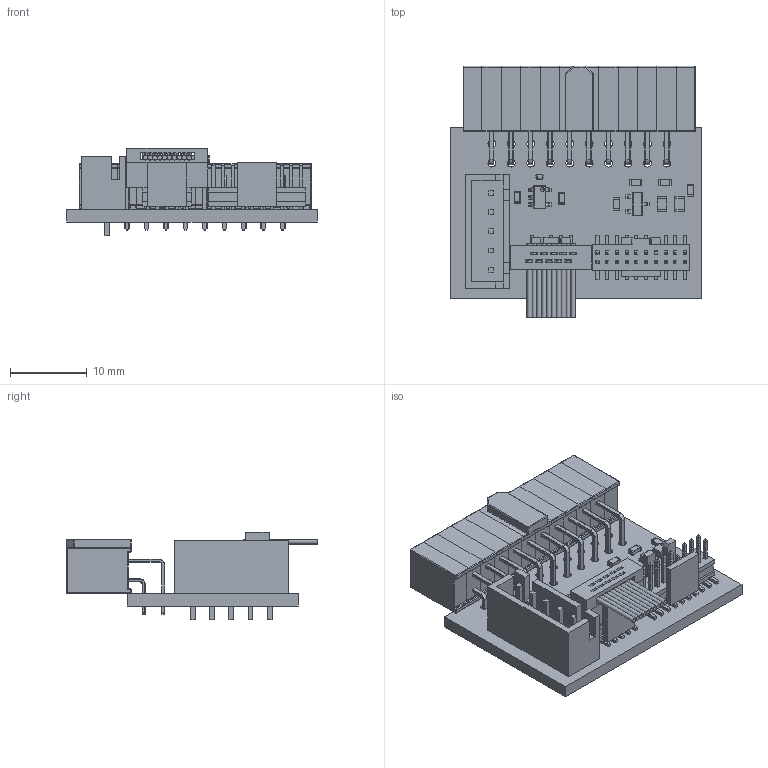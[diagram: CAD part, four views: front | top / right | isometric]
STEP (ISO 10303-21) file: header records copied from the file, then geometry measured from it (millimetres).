
FILE_DESCRIPTION(('Open CASCADE Model'),'2;1');
FILE_NAME('Open CASCADE Shape Model','2020-05-23T01:44:13',('Author'),( 'Open CASCADE'),'Open CASCADE STEP processor 6.8','Open CASCADE 6.8' ,'Unknown');
FILE_SCHEMA(('AUTOMOTIVE_DESIGN { 1 0 10303 214 1 1 1 1 }'));
Length unit declared in the file: millimetre
Products named in the file (68): PCB; BoardOpen_Hardware; Open CASCADE STEP translator 6.8 1.1.1; R4Open_Hardware; 9056187664; Mid_Body; Terminal; Open_CASCADE_STEP_translator_6.8_1.2.1; Mark; R3Open_Hardware; 9056182944; R2Open_Hardware; R1Open_Hardware; 8084899776; Q1Open_Hardware; SW3dPS-SOT-23; D3Open_Hardware; 8678684160; Extruded; 8540601728; 10112040160; 8380560096; D2Open_Hardware; SW3dPS-0805_LED; D1Open_Hardware; User_Library-SOD-923; C2Open_Hardware; 7700467280; Open_CASCADE_STEP_translator_6.8_3.1.1; Open_CASCADE_STEP_translator_6.8_3.1.2; Open_CASCADE_STEP_translator_6.8_3.2.1; C1Open_Hardware; U1Open_Hardware; User_Library-SOT23-5R; J4Open_Hardware; B5B-XH-A; J3Open_Hardware; FTSH-110-01-F-DV-007-K; _FTSH-110-01-F-DV-007-K_body; _FTSH-110-01-F-DV-007-K_pins1 ...
Assembly tree (84 placements, depth 5):
  PCB
    BoardOpen_Hardware
      Open CASCADE STEP translator 6.8 1.1.1
    R4Open_Hardware
      9056187664
        Mid_Body
        Terminal  x2
          Open_CASCADE_STEP_translator_6.8_1.2.1
        Mark
    R3Open_Hardware
      9056182944
        Mid_Body
        Terminal  x2
          Open_CASCADE_STEP_translator_6.8_1.2.1
        Mark
    R2Open_Hardware
      9056182944
        Mid_Body
        Terminal  x2
          Open_CASCADE_STEP_translator_6.8_1.2.1
        Mark
    R1Open_Hardware
      8084899776
        Mid_Body
        Terminal  x2
          Open_CASCADE_STEP_translator_6.8_1.2.1
        Mark
    Q1Open_Hardware
      SW3dPS-SOT-23
    D3Open_Hardware
      8678684160  x2
        Extruded
      8540601728
        Extruded
      10112040160
        Extruded
      8380560096
        Extruded
    D2Open_Hardware
      SW3dPS-0805_LED
    D1Open_Hardware
      User_Library-SOD-923
    C2Open_Hardware
      7700467280
        Terminal
          Open_CASCADE_STEP_translator_6.8_3.1.1
          Open_CASCADE_STEP_translator_6.8_3.1.2
        Mid_Body
          Open_CASCADE_STEP_translator_6.8_3.2.1
    C1Open_Hardware
      7700467280
        Terminal
          Open_CASCADE_STEP_translator_6.8_3.1.1
          Open_CASCADE_STEP_translator_6.8_3.1.2
        Mid_Body
          Open_CASCADE_STEP_translator_6.8_3.2.1
    U1Open_Hardware
      User_Library-SOT23-5R
    J4Open_Hardware
      B5B-XH-A
Bounding box: 32.64 x 32.83 x 11.4 mm (x, y, z)
Volume: 3431.4 mm3; surface area: 7262.1 mm2
Topology: 78 solids, 78 shells, 3967 faces, 9939 edges, 5869 vertices
Faces by surface type: plane 2253, cylinder 1138, sphere 292, bspline 200, torus 84
Full cylindrical faces by diameter (mm): 1.016 x20, 1.1 x5
Entity records: 70518 total; most frequent: CARTESIAN_POINT 10768, ORIENTED_EDGE 10256, DIRECTION 9764, EDGE_CURVE 5128, LINE 4402, VECTOR 4402, VERTEX_POINT 3269, AXIS2_PLACEMENT_3D 2681
